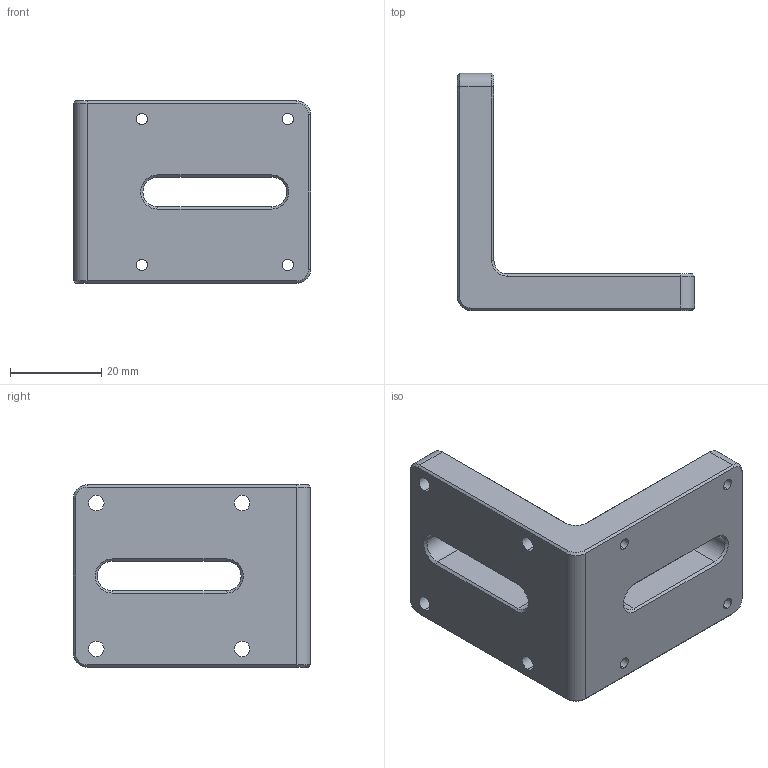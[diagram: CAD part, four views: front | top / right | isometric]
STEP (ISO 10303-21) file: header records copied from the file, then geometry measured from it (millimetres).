
FILE_DESCRIPTION (( 'STEP AP203' ), '1' );
FILE_NAME ('GCM-AB0104M.STEP', '2019-07-01T07:59:17', ( '' ), ( '' ), 'SwSTEP 2.0', 'SolidWorks 2015', '' );
FILE_SCHEMA (( 'CONFIG_CONTROL_DESIGN' ));
Length unit declared in the file: millimetre
Products named in the file (1): GCM-AB0104M
Bounding box: 52 x 52 x 40 mm (x, y, z)
Volume: 26709.4 mm3; surface area: 10399.3 mm2
Topology: 1 solids, 1 shells, 91 faces, 215 edges, 130 vertices
Faces by surface type: plane 36, cylinder 35, cone 20
Entity records: 2716 total; most frequent: DIRECTION 489, CARTESIAN_POINT 437, ORIENTED_EDGE 430, EDGE_CURVE 215, AXIS2_PLACEMENT_3D 182, VERTEX_POINT 130, VECTOR 125, LINE 125
